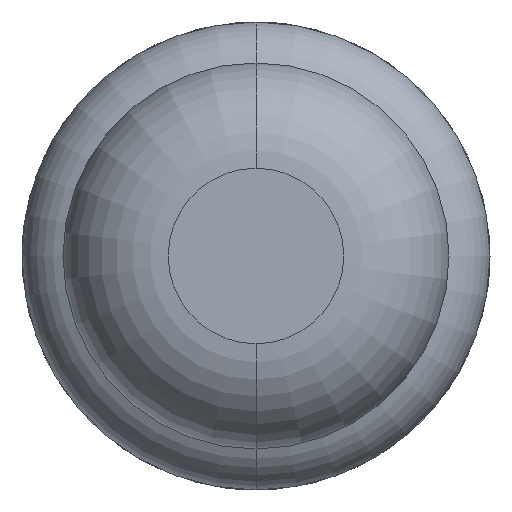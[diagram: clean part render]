
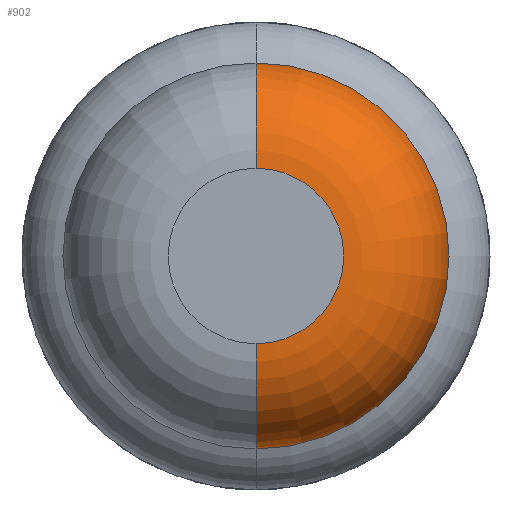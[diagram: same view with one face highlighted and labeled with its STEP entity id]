
A CAD part, front view. The second image highlights one B-rep face of the part: STEP entity #902.
In plain terms, the highlighted toroidal (fillet/blend) face has major radius 0.375 mm and minor radius 0.45 mm.
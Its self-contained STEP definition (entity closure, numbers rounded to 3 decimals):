
#135 = VERTEX_POINT ( 'NONE', #1009 ) ;
#230 = AXIS2_PLACEMENT_3D ( 'NONE', #1616, #840, #2627 ) ;
#244 = DIRECTION ( 'NONE',  ( 0., 0., -1. ) ) ;
#304 = ORIENTED_EDGE ( 'NONE', *, *, #2453, .F. ) ;
#308 = ORIENTED_EDGE ( 'NONE', *, *, #2503, .T. ) ;
#309 = EDGE_LOOP ( 'NONE', ( #308, #340, #378, #304 ) ) ;
#340 = ORIENTED_EDGE ( 'NONE', *, *, #2315, .T. ) ;
#350 = AXIS2_PLACEMENT_3D ( 'NONE', #2377, #2410, #1857 ) ;
#378 = ORIENTED_EDGE ( 'NONE', *, *, #1788, .F. ) ;
#698 = CARTESIAN_POINT ( 'NONE',  ( 0., -26.95, -0.825 ) ) ;
#711 = CARTESIAN_POINT ( 'NONE',  ( 0., -26.95, -0.375 ) ) ;
#750 = DIRECTION ( 'NONE',  ( -1., 0., 0. ) ) ;
#788 = AXIS2_PLACEMENT_3D ( 'NONE', #3045, #750, #1812 ) ;
#840 = DIRECTION ( 'NONE',  ( 0., 1., 0. ) ) ;
#902 = ADVANCED_FACE ( 'Defeature ausgef�hrt1_5', ( #2297 ), #3128, .T. ) ;
#1009 = CARTESIAN_POINT ( 'NONE',  ( 0., -27.4, -0.375 ) ) ;
#1029 = CIRCLE ( 'NONE', #788, 0.45 ) ;
#1150 = CIRCLE ( 'NONE', #230, 0.825 ) ;
#1616 = CARTESIAN_POINT ( 'NONE',  ( 0., -26.95, 0. ) ) ;
#1702 = CIRCLE ( 'NONE', #2339, 0.375 ) ;
#1788 = EDGE_CURVE ( 'Defeature ausgef�hrt1_6+Defeature ausgef�hrt1_5+Defeature ausgef�hrt1_5+Defeature ausgef�hrt1_5', #2562, #2401, #1150, .T. ) ;
#1812 = DIRECTION ( 'NONE',  ( 0., 0., 1. ) ) ;
#1823 = CARTESIAN_POINT ( 'NONE',  ( 0., -26.95, 0.825 ) ) ;
#1857 = DIRECTION ( 'NONE',  ( 0., 0., 1. ) ) ;
#2028 = CARTESIAN_POINT ( 'NONE',  ( 0., -27.4, 0.375 ) ) ;
#2131 = VERTEX_POINT ( 'NONE', #2028 ) ;
#2132 = CARTESIAN_POINT ( 'NONE',  ( 0., -27.4, 0. ) ) ;
#2297 = FACE_OUTER_BOUND ( 'NONE', #309, .T. ) ;
#2315 = EDGE_CURVE ( 'NONE', #135, #2401, #2829, .T. ) ;
#2339 = AXIS2_PLACEMENT_3D ( 'NONE', #2132, #2854, #2382 ) ;
#2377 = CARTESIAN_POINT ( 'NONE',  ( 0., -26.95, 0. ) ) ;
#2382 = DIRECTION ( 'NONE',  ( 0., 0., 1. ) ) ;
#2401 = VERTEX_POINT ( 'NONE', #698 ) ;
#2410 = DIRECTION ( 'NONE',  ( 0., 1., 0. ) ) ;
#2453 = EDGE_CURVE ( 'NONE', #2131, #2562, #1029, .T. ) ;
#2503 = EDGE_CURVE ( 'Defeature ausgef�hrt1_5+Defeature ausgef�hrt1_4+Defeature ausgef�hrt1_4+Defeature ausgef�hrt1_4', #2131, #135, #1702, .T. ) ;
#2562 = VERTEX_POINT ( 'NONE', #1823 ) ;
#2627 = DIRECTION ( 'NONE',  ( 0., 0., 1. ) ) ;
#2743 = AXIS2_PLACEMENT_3D ( 'NONE', #711, #2746, #244 ) ;
#2746 = DIRECTION ( 'NONE',  ( 1., 0., 0. ) ) ;
#2829 = CIRCLE ( 'NONE', #2743, 0.45 ) ;
#2854 = DIRECTION ( 'NONE',  ( 0., 1., 0. ) ) ;
#3045 = CARTESIAN_POINT ( 'NONE',  ( 0., -26.95, 0.375 ) ) ;
#3128 = TOROIDAL_SURFACE ( 'NONE', #350, 0.375, 0.45 ) ;
